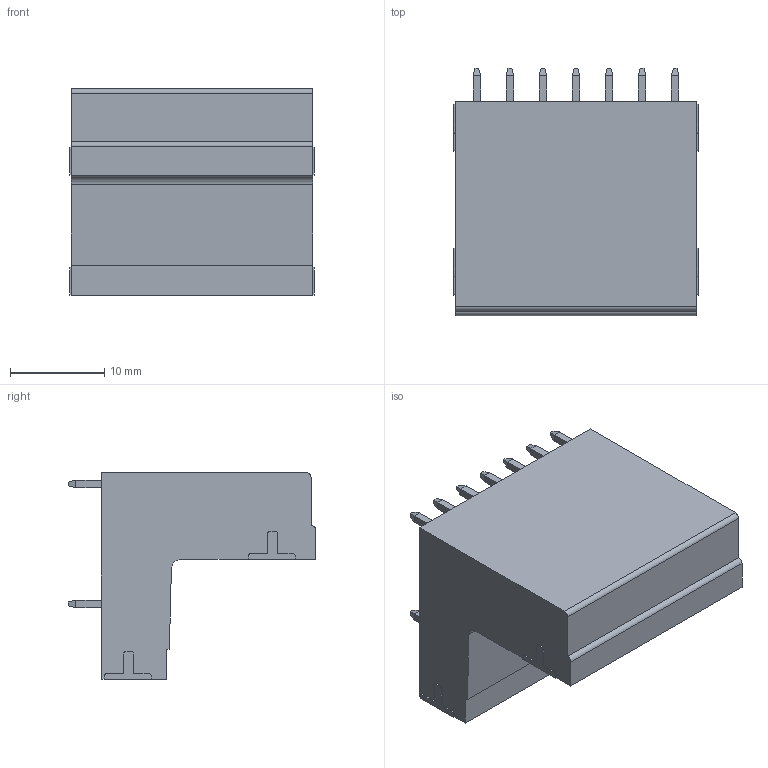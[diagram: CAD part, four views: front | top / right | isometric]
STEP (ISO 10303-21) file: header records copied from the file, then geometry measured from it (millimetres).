
FILE_DESCRIPTION((''),'2;1');
FILE_NAME('TLPHDC-005R-XXP','2024-09-23T14:55:16',('sheji109'),(''),'CREO PARAMETRIC BY PTC INC, 2018100','CREO PARAMETRIC BY PTC INC, 2018100','');
FILE_SCHEMA(('CONFIG_CONTROL_DESIGN'));
Length unit declared in the file: millimetre
Products named in the file (1): TLPHDC-005R-XXP
Bounding box: 25.9 x 26.2 x 21.9 mm (x, y, z)
Volume: 6090.4 mm3; surface area: 5674.8 mm2
Topology: 1 solids, 1 shells, 1112 faces, 3008 edges, 1954 vertices
Faces by surface type: plane 785, cylinder 229, cone 70, torus 28
Entity records: 34840 total; most frequent: CARTESIAN_POINT 6620, ORIENTED_EDGE 6016, DIRECTION 5648, EDGE_CURVE 3008, VECTOR 2312, LINE 2312, VERTEX_POINT 1954, AXIS2_PLACEMENT_3D 1668
